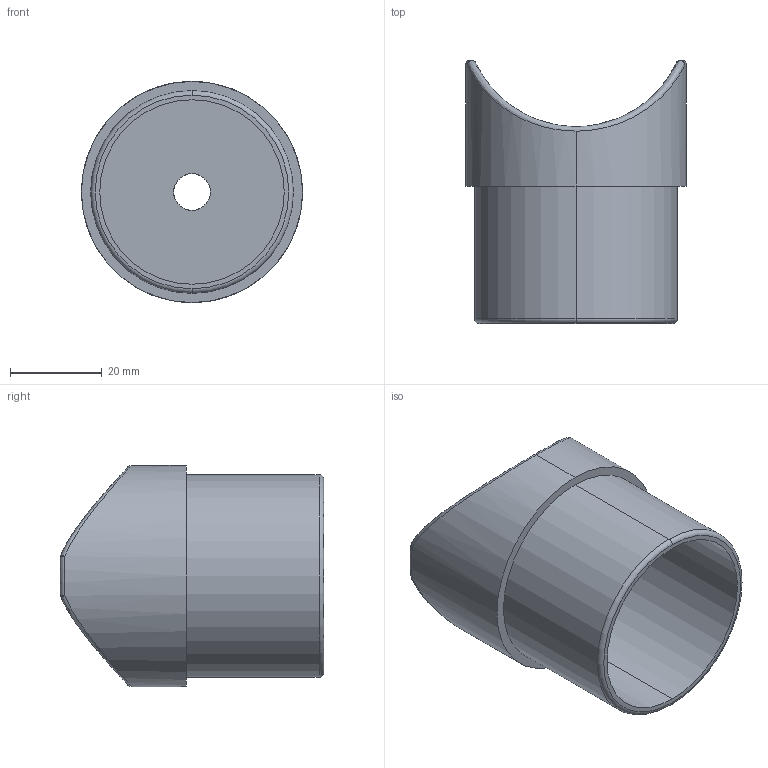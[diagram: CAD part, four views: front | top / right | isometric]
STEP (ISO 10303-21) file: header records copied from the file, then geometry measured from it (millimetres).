
FILE_DESCRIPTION (( 'STEP AP203' ), '1' );
FILE_NAME ('3D_GR1154_48.3x2_188701830.STEP', '2024-10-08T11:25:54', ( '' ), ( '' ), 'SwSTEP 2.0', 'SolidWorks 2024', '' );
FILE_SCHEMA (( 'CONFIG_CONTROL_DESIGN' ));
Length unit declared in the file: millimetre
Products named in the file (1): 3D_GR1154_48.3x2_188701830
Bounding box: 48.3 x 57.5 x 48.3 mm (x, y, z)
Volume: 37555.6 mm3; surface area: 15057 mm2
Topology: 1 solids, 1 shells, 27 faces, 54 edges, 31 vertices
Faces by surface type: cylinder 11, sphere 5, plane 5, torus 4, bspline 2
Entity records: 1421 total; most frequent: CARTESIAN_POINT 775, DIRECTION 132, ORIENTED_EDGE 108, AXIS2_PLACEMENT_3D 60, EDGE_CURVE 54, CIRCLE 34, EDGE_LOOP 31, VERTEX_POINT 31
